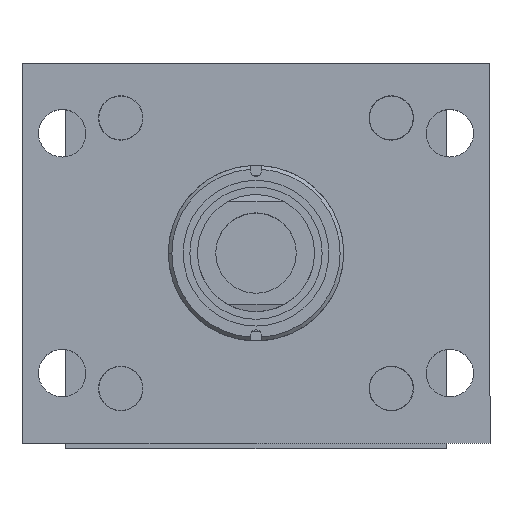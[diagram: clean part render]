
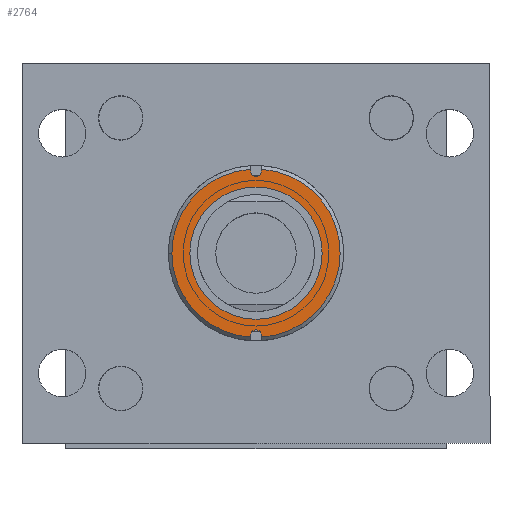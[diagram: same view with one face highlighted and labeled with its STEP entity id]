
A CAD part, top view. The second image highlights one B-rep face of the part: STEP entity #2764.
In plain terms, the highlighted planar face has unit normal (0, 0, 1).
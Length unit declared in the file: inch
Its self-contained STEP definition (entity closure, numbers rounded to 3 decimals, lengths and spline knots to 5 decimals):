
#106 = CARTESIAN_POINT ( 'NONE',  ( 19.2471, 42.4197, -2.93519 ) ) ;
#147 = DIRECTION ( 'NONE',  ( 0., 1., 0. ) ) ;
#178 = AXIS2_PLACEMENT_3D ( 'NONE', #8945, #965, #933 ) ;
#320 = VERTEX_POINT ( 'NONE', #5441 ) ;
#480 = LINE ( 'NONE', #9013, #1502 ) ;
#598 = CARTESIAN_POINT ( 'NONE',  ( 19.2471, 42.4197, -2.93519 ) ) ;
#880 = CARTESIAN_POINT ( 'NONE',  ( 19.1531, 43.55073, -2.93519 ) ) ;
#917 = DIRECTION ( 'NONE',  ( 0., 0., -1. ) ) ;
#933 = DIRECTION ( 'NONE',  ( 1., 0., 0. ) ) ;
#965 = DIRECTION ( 'NONE',  ( 0., 0., 1. ) ) ;
#1107 = ORIENTED_EDGE ( 'NONE', *, *, #6225, .F. ) ;
#1192 = CARTESIAN_POINT ( 'NONE',  ( 19.3411, 41.0137, -2.93519 ) ) ;
#1490 = VERTEX_POINT ( 'NONE', #7952 ) ;
#1502 = VECTOR ( 'NONE', #8140, 39.37008 ) ;
#1543 = CARTESIAN_POINT ( 'NONE',  ( 17.8091, 42.4197, -2.93519 ) ) ;
#1655 = CARTESIAN_POINT ( 'NONE',  ( 19.3411, 43.55073, -2.93519 ) ) ;
#1897 = ORIENTED_EDGE ( 'NONE', *, *, #3017, .F. ) ;
#1975 = DIRECTION ( 'NONE',  ( 0., 0., -1. ) ) ;
#1977 = ORIENTED_EDGE ( 'NONE', *, *, #7195, .T. ) ;
#2062 = EDGE_LOOP ( 'NONE', ( #1977, #4309 ) ) ;
#2084 = EDGE_CURVE ( 'NONE', #4236, #3903, #6559, .T. ) ;
#2177 = DIRECTION ( 'NONE',  ( 0., 0., -1. ) ) ;
#2385 = LINE ( 'NONE', #1655, #9289 ) ;
#2691 = AXIS2_PLACEMENT_3D ( 'NONE', #7529, #1975, #2756 ) ;
#2695 = ORIENTED_EDGE ( 'NONE', *, *, #3762, .F. ) ;
#2756 = DIRECTION ( 'NONE',  ( -1., 0., 0. ) ) ;
#2764 = ADVANCED_FACE ( 'NONE', ( #5924, #6573 ), #8397, .T. ) ;
#2770 = CARTESIAN_POINT ( 'NONE',  ( 19.3411, 40.98477, -2.93519 ) ) ;
#3017 = EDGE_CURVE ( 'NONE', #9094, #3847, #8205, .T. ) ;
#3020 = DIRECTION ( 'NONE',  ( -1., 0., 0. ) ) ;
#3029 = DIRECTION ( 'NONE',  ( -1., 0., 0. ) ) ;
#3093 = ORIENTED_EDGE ( 'NONE', *, *, #8212, .F. ) ;
#3332 = DIRECTION ( 'NONE',  ( -1., 0., 0. ) ) ;
#3412 = VECTOR ( 'NONE', #8188, 39.37008 ) ;
#3476 = AXIS2_PLACEMENT_3D ( 'NONE', #8495, #7550, #9248 ) ;
#3494 = CIRCLE ( 'NONE', #178, 0.094 ) ;
#3602 = CIRCLE ( 'NONE', #9692, 1.438 ) ;
#3762 = EDGE_CURVE ( 'NONE', #3847, #10229, #4147, .T. ) ;
#3767 = CIRCLE ( 'NONE', #4513, 1.13104 ) ;
#3847 = VERTEX_POINT ( 'NONE', #6823 ) ;
#3892 = AXIS2_PLACEMENT_3D ( 'NONE', #9705, #8905, #10446 ) ;
#3903 = VERTEX_POINT ( 'NONE', #8584 ) ;
#4100 = EDGE_CURVE ( 'NONE', #1490, #7095, #6416, .T. ) ;
#4101 = CARTESIAN_POINT ( 'NONE',  ( 20.37814, 42.4197, -2.93519 ) ) ;
#4147 = CIRCLE ( 'NONE', #2691, 1.438 ) ;
#4186 = AXIS2_PLACEMENT_3D ( 'NONE', #598, #2177, #3020 ) ;
#4193 = CARTESIAN_POINT ( 'NONE',  ( 19.3411, 43.55073, -2.93519 ) ) ;
#4205 = AXIS2_PLACEMENT_3D ( 'NONE', #106, #917, #3332 ) ;
#4236 = VERTEX_POINT ( 'NONE', #4101 ) ;
#4309 = ORIENTED_EDGE ( 'NONE', *, *, #2084, .T. ) ;
#4513 = AXIS2_PLACEMENT_3D ( 'NONE', #5251, #10221, #5292 ) ;
#4593 = CARTESIAN_POINT ( 'NONE',  ( 19.3411, 43.8257, -2.93519 ) ) ;
#5251 = CARTESIAN_POINT ( 'NONE',  ( 19.2471, 42.4197, -2.93519 ) ) ;
#5277 = VERTEX_POINT ( 'NONE', #2770 ) ;
#5292 = DIRECTION ( 'NONE',  ( -1., 0., 0. ) ) ;
#5415 = DIRECTION ( 'NONE',  ( 0., 0., -1. ) ) ;
#5441 = CARTESIAN_POINT ( 'NONE',  ( 19.1531, 43.85462, -2.93519 ) ) ;
#5680 = DIRECTION ( 'NONE',  ( 0., -1., 0. ) ) ;
#5924 = FACE_BOUND ( 'NONE', #2062, .T. ) ;
#6166 = CARTESIAN_POINT ( 'NONE',  ( 19.2471, 42.4197, -2.93519 ) ) ;
#6225 = EDGE_CURVE ( 'NONE', #7095, #7837, #9848, .T. ) ;
#6416 = CIRCLE ( 'NONE', #3892, 0.094 ) ;
#6425 = VERTEX_POINT ( 'NONE', #1192 ) ;
#6559 = CIRCLE ( 'NONE', #4205, 1.13104 ) ;
#6573 = FACE_OUTER_BOUND ( 'NONE', #7981, .T. ) ;
#6823 = CARTESIAN_POINT ( 'NONE',  ( 19.1531, 40.98477, -2.93519 ) ) ;
#7095 = VERTEX_POINT ( 'NONE', #4593 ) ;
#7195 = EDGE_CURVE ( 'NONE', #3903, #4236, #3767, .T. ) ;
#7278 = ORIENTED_EDGE ( 'NONE', *, *, #4100, .F. ) ;
#7529 = CARTESIAN_POINT ( 'NONE',  ( 19.2471, 42.4197, -2.93519 ) ) ;
#7550 = DIRECTION ( 'NONE',  ( 0., 0., 1. ) ) ;
#7837 = VERTEX_POINT ( 'NONE', #10311 ) ;
#7952 = CARTESIAN_POINT ( 'NONE',  ( 19.1531, 43.8257, -2.93519 ) ) ;
#7981 = EDGE_LOOP ( 'NONE', ( #3093, #9419, #8492, #1107, #7278, #10424, #8757, #2695, #1897 ) ) ;
#8116 = EDGE_CURVE ( 'NONE', #1490, #320, #480, .T. ) ;
#8140 = DIRECTION ( 'NONE',  ( 0., 1., 0. ) ) ;
#8188 = DIRECTION ( 'NONE',  ( 0., -1., 0. ) ) ;
#8205 = LINE ( 'NONE', #880, #3412 ) ;
#8212 = EDGE_CURVE ( 'NONE', #6425, #9094, #3494, .T. ) ;
#8397 = PLANE ( 'NONE',  #3476 ) ;
#8409 = CIRCLE ( 'NONE', #4186, 1.438 ) ;
#8476 = EDGE_CURVE ( 'NONE', #10229, #320, #3602, .T. ) ;
#8492 = ORIENTED_EDGE ( 'NONE', *, *, #9717, .F. ) ;
#8495 = CARTESIAN_POINT ( 'NONE',  ( 19.2471, 43.55073, -2.93519 ) ) ;
#8555 = VECTOR ( 'NONE', #147, 39.37008 ) ;
#8584 = CARTESIAN_POINT ( 'NONE',  ( 18.11607, 42.4197, -2.93519 ) ) ;
#8757 = ORIENTED_EDGE ( 'NONE', *, *, #8476, .F. ) ;
#8905 = DIRECTION ( 'NONE',  ( 0., 0., 1. ) ) ;
#8945 = CARTESIAN_POINT ( 'NONE',  ( 19.2471, 41.0137, -2.93519 ) ) ;
#9013 = CARTESIAN_POINT ( 'NONE',  ( 19.1531, 43.55073, -2.93519 ) ) ;
#9094 = VERTEX_POINT ( 'NONE', #10340 ) ;
#9248 = DIRECTION ( 'NONE',  ( 1., 0., 0. ) ) ;
#9289 = VECTOR ( 'NONE', #5680, 39.37008 ) ;
#9419 = ORIENTED_EDGE ( 'NONE', *, *, #10132, .T. ) ;
#9692 = AXIS2_PLACEMENT_3D ( 'NONE', #6166, #5415, #3029 ) ;
#9705 = CARTESIAN_POINT ( 'NONE',  ( 19.2471, 43.8257, -2.93519 ) ) ;
#9717 = EDGE_CURVE ( 'NONE', #7837, #5277, #8409, .T. ) ;
#9848 = LINE ( 'NONE', #4193, #8555 ) ;
#10132 = EDGE_CURVE ( 'NONE', #6425, #5277, #2385, .T. ) ;
#10221 = DIRECTION ( 'NONE',  ( 0., 0., -1. ) ) ;
#10229 = VERTEX_POINT ( 'NONE', #1543 ) ;
#10311 = CARTESIAN_POINT ( 'NONE',  ( 19.3411, 43.85462, -2.93519 ) ) ;
#10340 = CARTESIAN_POINT ( 'NONE',  ( 19.1531, 41.0137, -2.93519 ) ) ;
#10424 = ORIENTED_EDGE ( 'NONE', *, *, #8116, .T. ) ;
#10446 = DIRECTION ( 'NONE',  ( 1., 0., 0. ) ) ;
